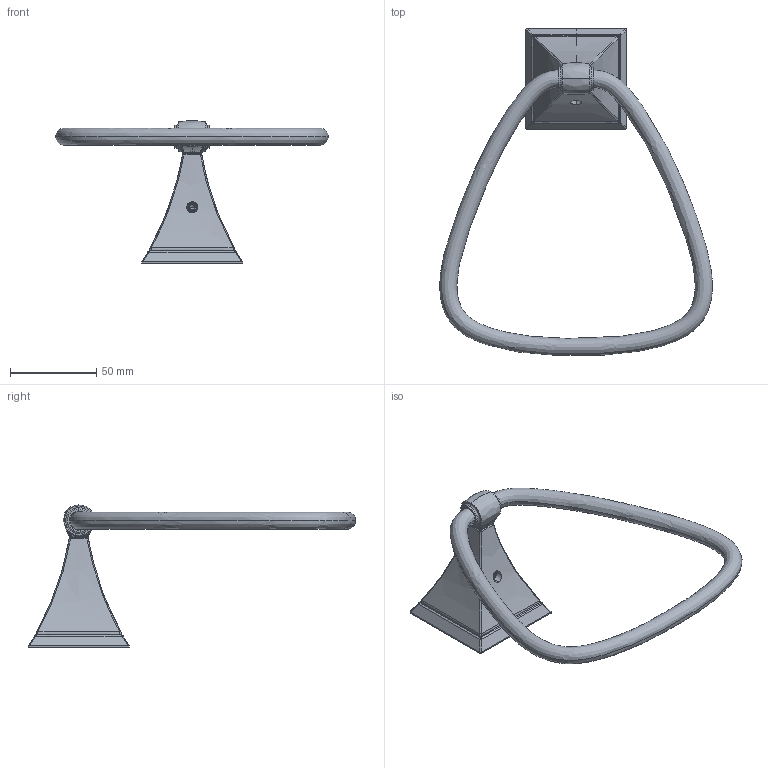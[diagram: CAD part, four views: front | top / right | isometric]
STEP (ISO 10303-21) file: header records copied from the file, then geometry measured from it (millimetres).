
FILE_DESCRIPTION((''),'2;1');
FILE_NAME('4905_','2014-05-21T',('ravindrashirol'),(''),'PRO/ENGINEER BY PARAMETRIC TECHNOLOGY CORPORATION, 2012230','PRO/ENGINEER BY PARAMETRIC TECHNOLOGY CORPORATION, 2012230','');
FILE_SCHEMA(('CONFIG_CONTROL_DESIGN'));
Length unit declared in the file: inch
Products named in the file (1): 4905_
Bounding box: 158.22 x 189.8 x 82.71 mm (x, y, z)
Surface area: 34465 mm2 (no closed solid volume)
Topology: 0 solids, 14 shells, 248 faces, 853 edges, 618 vertices
Faces by surface type: bspline 112, cylinder 59, plane 32, cone 17, sphere 12, torus 12, extrusion 4
Entity records: 15559 total; most frequent: CARTESIAN_POINT 9150, ORIENTED_EDGE 1357, DIRECTION 1025, EDGE_CURVE 851, VERTEX_POINT 618, VECTOR 361, LINE 357, AXIS2_PLACEMENT_3D 332
